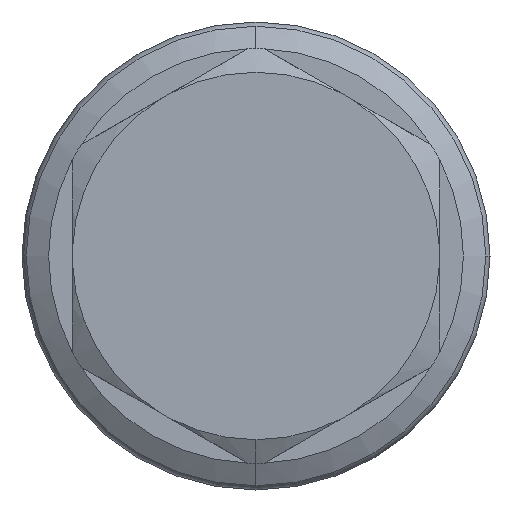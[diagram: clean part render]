
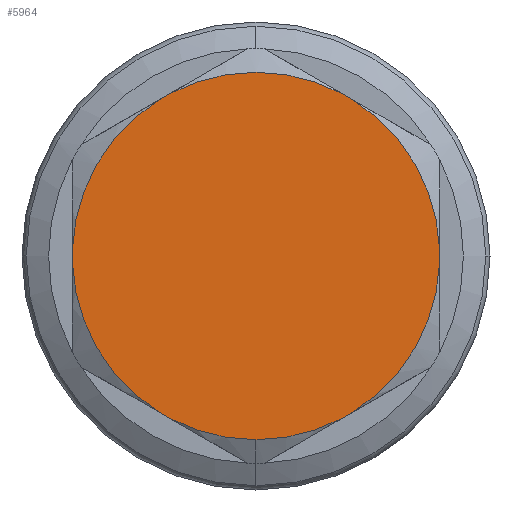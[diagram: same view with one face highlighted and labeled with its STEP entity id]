
A CAD part, left-side view. The second image highlights one B-rep face of the part: STEP entity #5964.
In plain terms, the highlighted planar face has unit normal (-1, 0, 0).
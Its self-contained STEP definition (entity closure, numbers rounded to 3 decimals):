
#8 = AXIS2_PLACEMENT_3D ( 'NONE', #7641, #7285, #7479 ) ;
#15 = AXIS2_PLACEMENT_3D ( 'NONE', #4726, #4725, #4723 ) ;
#20 = AXIS2_PLACEMENT_3D ( 'NONE', #3741, #3759, #3740 ) ;
#25 = AXIS2_PLACEMENT_3D ( 'NONE', #3747, #3746, #3745 ) ;
#47 = AXIS2_PLACEMENT_3D ( 'NONE', #4269, #4268, #4267 ) ;
#48 = AXIS2_PLACEMENT_3D ( 'NONE', #4290, #4289, #4288 ) ;
#463 = CARTESIAN_POINT ( 'NONE',  ( -46.957, 13.039, -13.445 ) ) ;
#563 = CARTESIAN_POINT ( 'NONE',  ( -46.957, 20.476, -0.563 ) ) ;
#609 = CARTESIAN_POINT ( 'NONE',  ( -46.957, 4.626, 0. ) ) ;
#612 = DIRECTION ( 'NONE',  ( 0., 0., -1. ) ) ;
#613 = DIRECTION ( 'NONE',  ( 1., 0., 0. ) ) ;
#619 = PLANE ( 'NONE',  #5737 ) ;
#696 = CARTESIAN_POINT ( 'NONE',  ( -46.957, 12.063, 14.008 ) ) ;
#919 = CARTESIAN_POINT ( 'NONE',  ( -46.957, -2.811, -14.008 ) ) ;
#921 = CARTESIAN_POINT ( 'NONE',  ( -46.957, 4.626, -15.86 ) ) ;
#1048 = ORIENTED_EDGE ( 'NONE', *, *, #7790, .T. ) ;
#1080 = DIRECTION ( 'NONE',  ( 0., -0.866, -0.5 ) ) ;
#1094 = ORIENTED_EDGE ( 'NONE', *, *, #7798, .T. ) ;
#1128 = CARTESIAN_POINT ( 'NONE',  ( -46.957, 20.476, -9.151 ) ) ;
#1322 = CARTESIAN_POINT ( 'NONE',  ( -46.957, -11.224, -0.563 ) ) ;
#1866 = VECTOR ( 'NONE', #3671, 1000. ) ;
#1882 = LINE ( 'NONE', #2956, #1866 ) ;
#1901 = VECTOR ( 'NONE', #4280, 1000. ) ;
#1908 = LINE ( 'NONE', #4281, #1901 ) ;
#1911 = VECTOR ( 'NONE', #4217, 1000. ) ;
#1994 = VECTOR ( 'NONE', #1080, 1000. ) ;
#2032 = LINE ( 'NONE', #1128, #1994 ) ;
#2053 = FACE_OUTER_BOUND ( 'NONE', #5507, .T. ) ;
#2212 = CIRCLE ( 'NONE', #15, 15.86 ) ;
#2238 = CIRCLE ( 'NONE', #25, 15.86 ) ;
#2360 = CIRCLE ( 'NONE', #48, 15.86 ) ;
#2366 = LINE ( 'NONE', #4218, #1911 ) ;
#2416 = CIRCLE ( 'NONE', #3901, 15.86 ) ;
#2448 = LINE ( 'NONE', #3542, #2468 ) ;
#2468 = VECTOR ( 'NONE', #3541, 1000. ) ;
#2513 = CIRCLE ( 'NONE', #47, 15.86 ) ;
#2529 = CIRCLE ( 'NONE', #8, 15.86 ) ;
#2570 = VECTOR ( 'NONE', #7477, 1000. ) ;
#2577 = LINE ( 'NONE', #7480, #2570 ) ;
#2600 = CIRCLE ( 'NONE', #20, 15.86 ) ;
#2956 = CARTESIAN_POINT ( 'NONE',  ( -46.957, 4.626, 18.302 ) ) ;
#3421 = DIRECTION ( 'NONE',  ( 0., 0., 1. ) ) ;
#3423 = DIRECTION ( 'NONE',  ( -1., 0., 0. ) ) ;
#3424 = CARTESIAN_POINT ( 'NONE',  ( -46.957, 4.626, 0. ) ) ;
#3541 = DIRECTION ( 'NONE',  ( 0., -0.866, 0.5 ) ) ;
#3542 = CARTESIAN_POINT ( 'NONE',  ( -46.957, 4.626, -18.302 ) ) ;
#3671 = DIRECTION ( 'NONE',  ( 0., 0.866, -0.5 ) ) ;
#3740 = DIRECTION ( 'NONE',  ( 0., 0., 1. ) ) ;
#3741 = CARTESIAN_POINT ( 'NONE',  ( -46.957, 4.626, 0. ) ) ;
#3745 = DIRECTION ( 'NONE',  ( 0., 0., 1. ) ) ;
#3746 = DIRECTION ( 'NONE',  ( -1., 0., 0. ) ) ;
#3747 = CARTESIAN_POINT ( 'NONE',  ( -46.957, 4.626, 0. ) ) ;
#3759 = DIRECTION ( 'NONE',  ( -1., 0., 0. ) ) ;
#3901 = AXIS2_PLACEMENT_3D ( 'NONE', #3424, #3423, #3421 ) ;
#4217 = DIRECTION ( 'NONE',  ( 0., 0., 1. ) ) ;
#4218 = CARTESIAN_POINT ( 'NONE',  ( -46.957, -11.224, -9.151 ) ) ;
#4267 = DIRECTION ( 'NONE',  ( 0., 0., 1. ) ) ;
#4268 = DIRECTION ( 'NONE',  ( -1., 0., 0. ) ) ;
#4269 = CARTESIAN_POINT ( 'NONE',  ( -46.957, 4.626, 0. ) ) ;
#4280 = DIRECTION ( 'NONE',  ( 0., 0.866, 0.5 ) ) ;
#4281 = CARTESIAN_POINT ( 'NONE',  ( -46.957, -11.224, 9.151 ) ) ;
#4288 = DIRECTION ( 'NONE',  ( 0., 0., 1. ) ) ;
#4289 = DIRECTION ( 'NONE',  ( -1., 0., 0. ) ) ;
#4290 = CARTESIAN_POINT ( 'NONE',  ( -46.957, 4.626, 0. ) ) ;
#4723 = DIRECTION ( 'NONE',  ( 0., 0., 1. ) ) ;
#4725 = DIRECTION ( 'NONE',  ( -1., 0., 0. ) ) ;
#4726 = CARTESIAN_POINT ( 'NONE',  ( -46.957, 4.626, 0. ) ) ;
#5107 = VERTEX_POINT ( 'NONE', #563 ) ;
#5127 = VERTEX_POINT ( 'NONE', #463 ) ;
#5194 = VERTEX_POINT ( 'NONE', #7034 ) ;
#5207 = VERTEX_POINT ( 'NONE', #7020 ) ;
#5218 = ORIENTED_EDGE ( 'NONE', *, *, #7938, .T. ) ;
#5222 = VERTEX_POINT ( 'NONE', #6989 ) ;
#5223 = ORIENTED_EDGE ( 'NONE', *, *, #7806, .T. ) ;
#5227 = VERTEX_POINT ( 'NONE', #6984 ) ;
#5235 = VERTEX_POINT ( 'NONE', #6977 ) ;
#5244 = VERTEX_POINT ( 'NONE', #6966 ) ;
#5245 = ORIENTED_EDGE ( 'NONE', *, *, #7793, .T. ) ;
#5246 = VERTEX_POINT ( 'NONE', #6962 ) ;
#5265 = ORIENTED_EDGE ( 'NONE', *, *, #6701, .T. ) ;
#5351 = ORIENTED_EDGE ( 'NONE', *, *, #7746, .T. ) ;
#5413 = ORIENTED_EDGE ( 'NONE', *, *, #7853, .T. ) ;
#5507 = EDGE_LOOP ( 'NONE', ( #5413, #5265, #5351, #6409, #5218, #1094, #5223, #1048, #5245, #6102, #6141, #6114, #6110 ) ) ;
#5737 = AXIS2_PLACEMENT_3D ( 'NONE', #609, #613, #612 ) ;
#5964 = ADVANCED_FACE ( 'NONE', ( #2053 ), #619, .F. ) ;
#6102 = ORIENTED_EDGE ( 'NONE', *, *, #7888, .T. ) ;
#6110 = ORIENTED_EDGE ( 'NONE', *, *, #6960, .T. ) ;
#6114 = ORIENTED_EDGE ( 'NONE', *, *, #6877, .T. ) ;
#6141 = ORIENTED_EDGE ( 'NONE', *, *, #8015, .T. ) ;
#6302 = VERTEX_POINT ( 'NONE', #696 ) ;
#6333 = VERTEX_POINT ( 'NONE', #1322 ) ;
#6385 = VERTEX_POINT ( 'NONE', #919 ) ;
#6394 = VERTEX_POINT ( 'NONE', #921 ) ;
#6409 = ORIENTED_EDGE ( 'NONE', *, *, #7952, .T. ) ;
#6701 = EDGE_CURVE ( 'NONE', #5127, #5246, #2032, .T. ) ;
#6877 = EDGE_CURVE ( 'NONE', #5235, #5227, #2529, .T. ) ;
#6960 = EDGE_CURVE ( 'NONE', #5227, #5107, #2577, .T. ) ;
#6962 = CARTESIAN_POINT ( 'NONE',  ( -46.957, 12.063, -14.008 ) ) ;
#6966 = CARTESIAN_POINT ( 'NONE',  ( -46.957, -3.787, -13.445 ) ) ;
#6977 = CARTESIAN_POINT ( 'NONE',  ( -46.957, 13.039, 13.445 ) ) ;
#6984 = CARTESIAN_POINT ( 'NONE',  ( -46.957, 20.476, 0.563 ) ) ;
#6989 = CARTESIAN_POINT ( 'NONE',  ( -46.957, -11.224, 0.563 ) ) ;
#7020 = CARTESIAN_POINT ( 'NONE',  ( -46.957, -3.787, 13.445 ) ) ;
#7034 = CARTESIAN_POINT ( 'NONE',  ( -46.957, -2.811, 14.008 ) ) ;
#7285 = DIRECTION ( 'NONE',  ( -1., 0., 0. ) ) ;
#7477 = DIRECTION ( 'NONE',  ( 0., 0., -1. ) ) ;
#7479 = DIRECTION ( 'NONE',  ( 0., 0., 1. ) ) ;
#7480 = CARTESIAN_POINT ( 'NONE',  ( -46.957, 20.476, 9.151 ) ) ;
#7641 = CARTESIAN_POINT ( 'NONE',  ( -46.957, 4.626, 0. ) ) ;
#7746 = EDGE_CURVE ( 'NONE', #5246, #6394, #2212, .T. ) ;
#7790 = EDGE_CURVE ( 'NONE', #5222, #5207, #2360, .T. ) ;
#7793 = EDGE_CURVE ( 'NONE', #5207, #5194, #1908, .T. ) ;
#7798 = EDGE_CURVE ( 'NONE', #5244, #6333, #2513, .T. ) ;
#7806 = EDGE_CURVE ( 'NONE', #6333, #5222, #2366, .T. ) ;
#7853 = EDGE_CURVE ( 'NONE', #5107, #5127, #2600, .T. ) ;
#7888 = EDGE_CURVE ( 'NONE', #5194, #6302, #2238, .T. ) ;
#7938 = EDGE_CURVE ( 'NONE', #6385, #5244, #2448, .T. ) ;
#7952 = EDGE_CURVE ( 'NONE', #6394, #6385, #2416, .T. ) ;
#8015 = EDGE_CURVE ( 'NONE', #6302, #5235, #1882, .T. ) ;
